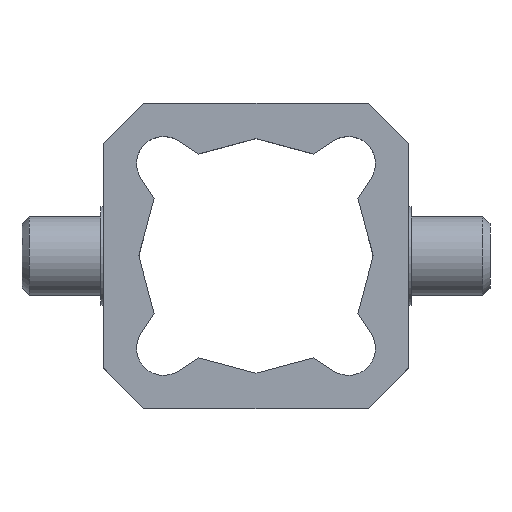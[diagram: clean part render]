
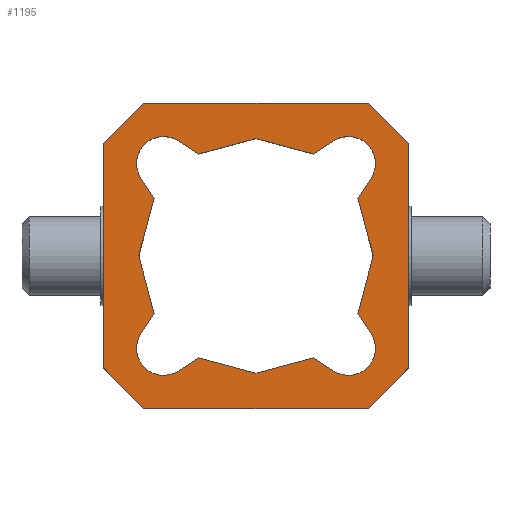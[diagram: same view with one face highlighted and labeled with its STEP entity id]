
A CAD part, top view. The second image highlights one B-rep face of the part: STEP entity #1195.
In plain terms, the highlighted planar face has unit normal (0, 0, 1).
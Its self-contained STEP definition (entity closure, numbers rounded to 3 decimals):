
#173=CARTESIAN_POINT('',(20.684,11.629,10.5));
#174=VERTEX_POINT('',#173);
#181=CARTESIAN_POINT('',(23.363,15.754,10.5));
#182=VERTEX_POINT('',#181);
#183=CARTESIAN_POINT('',(23.363,15.754,10.5));
#184=DIRECTION('',(-0.545,-0.839,0.0));
#185=VECTOR('',#184,4.918);
#186=LINE('',#183,#185);
#187=EDGE_CURVE('',#182,#174,#186,.T.);
#213=CARTESIAN_POINT('',(15.754,23.363,10.5));
#214=VERTEX_POINT('',#213);
#215=CARTESIAN_POINT('',(18.75,18.75,10.5));
#216=DIRECTION('',(0.0,0.0,-1.0));
#217=DIRECTION('',(0.839,-0.545,0.0));
#218=AXIS2_PLACEMENT_3D('',#215,#216,#217);
#219=CIRCLE('',#218,5.5);
#220=EDGE_CURVE('',#214,#182,#219,.T.);
#245=CARTESIAN_POINT('',(11.629,20.684,10.5));
#246=VERTEX_POINT('',#245);
#247=CARTESIAN_POINT('',(11.629,20.684,10.5));
#248=DIRECTION('',(0.839,0.545,0.0));
#249=VECTOR('',#248,4.918);
#250=LINE('',#247,#249);
#251=EDGE_CURVE('',#246,#214,#250,.T.);
#276=CARTESIAN_POINT('',(0.,23.8,10.5));
#277=VERTEX_POINT('',#276);
#278=CARTESIAN_POINT('',(0.,23.8,10.5));
#279=DIRECTION('',(0.966,-0.259,0.0));
#280=VECTOR('',#279,12.04);
#281=LINE('',#278,#280);
#282=EDGE_CURVE('',#277,#246,#281,.T.);
#307=CARTESIAN_POINT('',(-11.629,20.684,10.5));
#308=VERTEX_POINT('',#307);
#309=CARTESIAN_POINT('',(-11.629,20.684,10.5));
#310=DIRECTION('',(0.966,0.259,0.0));
#311=VECTOR('',#310,12.04);
#312=LINE('',#309,#311);
#313=EDGE_CURVE('',#308,#277,#312,.T.);
#338=CARTESIAN_POINT('',(-15.754,23.363,10.5));
#339=VERTEX_POINT('',#338);
#340=CARTESIAN_POINT('',(-15.754,23.363,10.5));
#341=DIRECTION('',(0.839,-0.545,0.0));
#342=VECTOR('',#341,4.918);
#343=LINE('',#340,#342);
#344=EDGE_CURVE('',#339,#308,#343,.T.);
#370=CARTESIAN_POINT('',(-23.363,15.754,10.5));
#371=VERTEX_POINT('',#370);
#372=CARTESIAN_POINT('',(-18.75,18.75,10.5));
#373=DIRECTION('',(0.0,0.0,-1.));
#374=DIRECTION('',(0.545,0.839,0.0));
#375=AXIS2_PLACEMENT_3D('',#372,#373,#374);
#376=CIRCLE('',#375,5.5);
#377=EDGE_CURVE('',#371,#339,#376,.T.);
#402=CARTESIAN_POINT('',(-20.684,11.629,10.5));
#403=VERTEX_POINT('',#402);
#404=CARTESIAN_POINT('',(-20.684,11.629,10.5));
#405=DIRECTION('',(-0.545,0.839,0.0));
#406=VECTOR('',#405,4.918);
#407=LINE('',#404,#406);
#408=EDGE_CURVE('',#403,#371,#407,.T.);
#433=CARTESIAN_POINT('',(-23.8,0.,10.5));
#434=VERTEX_POINT('',#433);
#435=CARTESIAN_POINT('',(-23.8,0.,10.5));
#436=DIRECTION('',(0.259,0.966,0.0));
#437=VECTOR('',#436,12.04);
#438=LINE('',#435,#437);
#439=EDGE_CURVE('',#434,#403,#438,.T.);
#464=CARTESIAN_POINT('',(-20.684,-11.629,10.5));
#465=VERTEX_POINT('',#464);
#466=CARTESIAN_POINT('',(-20.684,-11.629,10.5));
#467=DIRECTION('',(-0.259,0.966,0.0));
#468=VECTOR('',#467,12.04);
#469=LINE('',#466,#468);
#470=EDGE_CURVE('',#465,#434,#469,.T.);
#494=CARTESIAN_POINT('',(23.8,0.,10.5));
#495=VERTEX_POINT('',#494);
#502=CARTESIAN_POINT('',(20.684,11.629,10.5));
#503=DIRECTION('',(0.259,-0.966,0.0));
#504=VECTOR('',#503,12.04);
#505=LINE('',#502,#504);
#506=EDGE_CURVE('',#174,#495,#505,.T.);
#527=CARTESIAN_POINT('',(11.629,-20.684,10.5));
#528=VERTEX_POINT('',#527);
#535=CARTESIAN_POINT('',(15.754,-23.363,10.5));
#536=VERTEX_POINT('',#535);
#537=CARTESIAN_POINT('',(15.754,-23.363,10.5));
#538=DIRECTION('',(-0.839,0.545,0.0));
#539=VECTOR('',#538,4.918);
#540=LINE('',#537,#539);
#541=EDGE_CURVE('',#536,#528,#540,.T.);
#567=CARTESIAN_POINT('',(23.363,-15.754,10.5));
#568=VERTEX_POINT('',#567);
#569=CARTESIAN_POINT('',(18.75,-18.75,10.5));
#570=DIRECTION('',(0.0,0.0,-1.0));
#571=DIRECTION('',(-0.545,-0.839,0.0));
#572=AXIS2_PLACEMENT_3D('',#569,#570,#571);
#573=CIRCLE('',#572,5.5);
#574=EDGE_CURVE('',#568,#536,#573,.T.);
#599=CARTESIAN_POINT('',(20.684,-11.629,10.5));
#600=VERTEX_POINT('',#599);
#601=CARTESIAN_POINT('',(20.684,-11.629,10.5));
#602=DIRECTION('',(0.545,-0.839,0.0));
#603=VECTOR('',#602,4.918);
#604=LINE('',#601,#603);
#605=EDGE_CURVE('',#600,#568,#604,.T.);
#628=CARTESIAN_POINT('',(23.8,0.,10.5));
#629=DIRECTION('',(-0.259,-0.966,0.0));
#630=VECTOR('',#629,12.04);
#631=LINE('',#628,#630);
#632=EDGE_CURVE('',#495,#600,#631,.T.);
#651=CARTESIAN_POINT('',(0.,-23.8,10.5));
#652=VERTEX_POINT('',#651);
#659=CARTESIAN_POINT('',(11.629,-20.684,10.5));
#660=DIRECTION('',(-0.966,-0.259,0.0));
#661=VECTOR('',#660,12.04);
#662=LINE('',#659,#661);
#663=EDGE_CURVE('',#528,#652,#662,.T.);
#683=CARTESIAN_POINT('',(-23.363,-15.754,10.5));
#684=VERTEX_POINT('',#683);
#685=CARTESIAN_POINT('',(-23.363,-15.754,10.5));
#686=DIRECTION('',(0.545,0.839,0.0));
#687=VECTOR('',#686,4.918);
#688=LINE('',#685,#687);
#689=EDGE_CURVE('',#684,#465,#688,.T.);
#715=CARTESIAN_POINT('',(-15.754,-23.363,10.5));
#716=VERTEX_POINT('',#715);
#717=CARTESIAN_POINT('',(-18.75,-18.75,10.5));
#718=DIRECTION('',(0.0,0.0,-1.));
#719=DIRECTION('',(-0.839,0.545,0.0));
#720=AXIS2_PLACEMENT_3D('',#717,#718,#719);
#721=CIRCLE('',#720,5.5);
#722=EDGE_CURVE('',#716,#684,#721,.T.);
#747=CARTESIAN_POINT('',(-11.629,-20.684,10.5));
#748=VERTEX_POINT('',#747);
#749=CARTESIAN_POINT('',(-11.629,-20.684,10.5));
#750=DIRECTION('',(-0.839,-0.545,0.0));
#751=VECTOR('',#750,4.918);
#752=LINE('',#749,#751);
#753=EDGE_CURVE('',#748,#716,#752,.T.);
#776=CARTESIAN_POINT('',(0.,-23.8,10.5));
#777=DIRECTION('',(-0.966,0.259,0.0));
#778=VECTOR('',#777,12.04);
#779=LINE('',#776,#778);
#780=EDGE_CURVE('',#652,#748,#779,.T.);
#965=CARTESIAN_POINT('',(-31.0,22.74,10.5));
#966=VERTEX_POINT('',#965);
#967=CARTESIAN_POINT('',(-22.74,31.0,10.5));
#968=VERTEX_POINT('',#967);
#969=CARTESIAN_POINT('',(-31.0,22.74,10.5));
#970=DIRECTION('',(0.707,0.707,0.0));
#971=VECTOR('',#970,11.681);
#972=LINE('',#969,#971);
#973=EDGE_CURVE('',#966,#968,#972,.T.);
#996=CARTESIAN_POINT('',(22.74,31.0,10.5));
#997=VERTEX_POINT('',#996);
#998=CARTESIAN_POINT('',(-22.74,31.0,10.5));
#999=DIRECTION('',(1.0,0.0,0.0));
#1000=VECTOR('',#999,45.48);
#1001=LINE('',#998,#1000);
#1002=EDGE_CURVE('',#968,#997,#1001,.T.);
#1020=CARTESIAN_POINT('',(31.0,22.74,10.5));
#1021=VERTEX_POINT('',#1020);
#1022=CARTESIAN_POINT('',(22.74,31.0,10.5));
#1023=DIRECTION('',(0.707,-0.707,0.0));
#1024=VECTOR('',#1023,11.681);
#1025=LINE('',#1022,#1024);
#1026=EDGE_CURVE('',#997,#1021,#1025,.T.);
#1044=CARTESIAN_POINT('',(31.0,-22.74,10.5));
#1045=VERTEX_POINT('',#1044);
#1046=CARTESIAN_POINT('',(31.0,22.74,10.5));
#1047=DIRECTION('',(0.0,-1.0,0.0));
#1048=VECTOR('',#1047,45.48);
#1049=LINE('',#1046,#1048);
#1050=EDGE_CURVE('',#1021,#1045,#1049,.T.);
#1071=CARTESIAN_POINT('',(22.74,-31.0,10.5));
#1072=VERTEX_POINT('',#1071);
#1073=CARTESIAN_POINT('',(31.0,-22.74,10.5));
#1074=DIRECTION('',(-0.707,-0.707,0.0));
#1075=VECTOR('',#1074,11.681);
#1076=LINE('',#1073,#1075);
#1077=EDGE_CURVE('',#1045,#1072,#1076,.T.);
#1095=CARTESIAN_POINT('',(-22.74,-31.,10.5));
#1096=VERTEX_POINT('',#1095);
#1097=CARTESIAN_POINT('',(22.74,-31.0,10.5));
#1098=DIRECTION('',(-1.0,0.0,0.0));
#1099=VECTOR('',#1098,45.48);
#1100=LINE('',#1097,#1099);
#1101=EDGE_CURVE('',#1072,#1096,#1100,.T.);
#1119=CARTESIAN_POINT('',(-31.0,-22.74,10.5));
#1120=VERTEX_POINT('',#1119);
#1121=CARTESIAN_POINT('',(-22.74,-31.,10.5));
#1122=DIRECTION('',(-0.707,0.707,0.0));
#1123=VECTOR('',#1122,11.681);
#1124=LINE('',#1121,#1123);
#1125=EDGE_CURVE('',#1096,#1120,#1124,.T.);
#1143=CARTESIAN_POINT('',(-31.0,-22.74,10.5));
#1144=DIRECTION('',(0.0,1.0,0.0));
#1145=VECTOR('',#1144,45.48);
#1146=LINE('',#1143,#1145);
#1147=EDGE_CURVE('',#1120,#966,#1146,.T.);
#1158=CARTESIAN_POINT('',(0.,0.,10.5));
#1159=DIRECTION('',(0.0,0.0,1.0));
#1160=DIRECTION('',(1.0,0.0,0.0));
#1161=AXIS2_PLACEMENT_3D('',#1158,#1159,#1160);
#1162=PLANE('',#1161);
#1163=ORIENTED_EDGE('',*,*,#973,.F.);
#1164=ORIENTED_EDGE('',*,*,#1147,.F.);
#1165=ORIENTED_EDGE('',*,*,#1125,.F.);
#1166=ORIENTED_EDGE('',*,*,#1101,.F.);
#1167=ORIENTED_EDGE('',*,*,#1077,.F.);
#1168=ORIENTED_EDGE('',*,*,#1050,.F.);
#1169=ORIENTED_EDGE('',*,*,#1026,.F.);
#1170=ORIENTED_EDGE('',*,*,#1002,.F.);
#1171=EDGE_LOOP('',(#1163,#1164,#1165,#1166,#1167,#1168,#1169,#1170));
#1172=FACE_OUTER_BOUND('',#1171,.T.);
#1173=ORIENTED_EDGE('',*,*,#689,.T.);
#1174=ORIENTED_EDGE('',*,*,#470,.T.);
#1175=ORIENTED_EDGE('',*,*,#439,.T.);
#1176=ORIENTED_EDGE('',*,*,#408,.T.);
#1177=ORIENTED_EDGE('',*,*,#377,.T.);
#1178=ORIENTED_EDGE('',*,*,#344,.T.);
#1179=ORIENTED_EDGE('',*,*,#313,.T.);
#1180=ORIENTED_EDGE('',*,*,#282,.T.);
#1181=ORIENTED_EDGE('',*,*,#251,.T.);
#1182=ORIENTED_EDGE('',*,*,#220,.T.);
#1183=ORIENTED_EDGE('',*,*,#187,.T.);
#1184=ORIENTED_EDGE('',*,*,#506,.T.);
#1185=ORIENTED_EDGE('',*,*,#632,.T.);
#1186=ORIENTED_EDGE('',*,*,#605,.T.);
#1187=ORIENTED_EDGE('',*,*,#574,.T.);
#1188=ORIENTED_EDGE('',*,*,#541,.T.);
#1189=ORIENTED_EDGE('',*,*,#663,.T.);
#1190=ORIENTED_EDGE('',*,*,#780,.T.);
#1191=ORIENTED_EDGE('',*,*,#753,.T.);
#1192=ORIENTED_EDGE('',*,*,#722,.T.);
#1193=EDGE_LOOP('',(#1173,#1174,#1175,#1176,#1177,#1178,#1179,#1180,#1181,#1182,#1183,#1184,#1185,#1186,#1187,#1188,#1189,#1190,#1191,#1192));
#1194=FACE_BOUND('',#1193,.T.);
#1195=ADVANCED_FACE('',(#1172,#1194),#1162,.T.);
